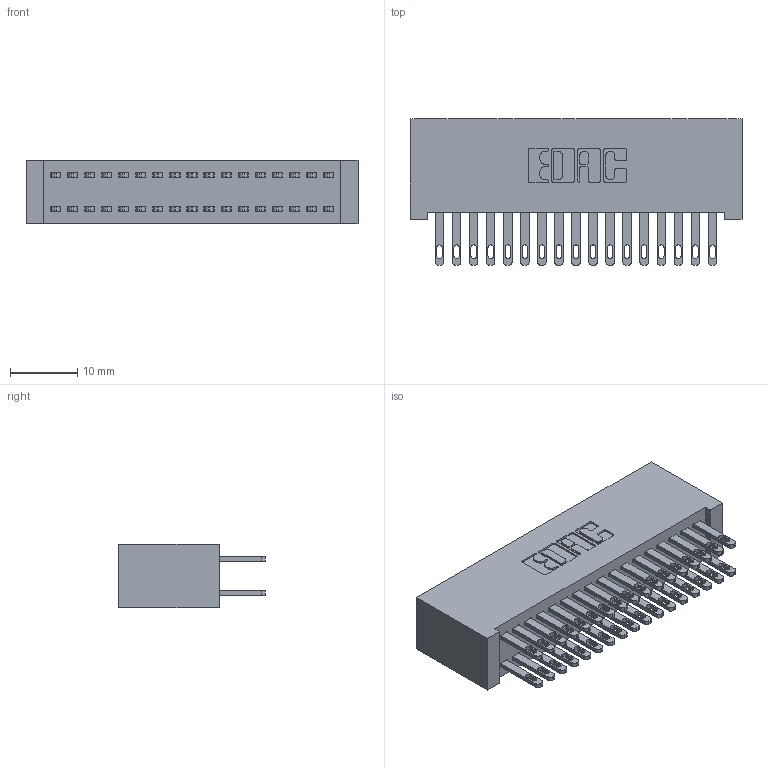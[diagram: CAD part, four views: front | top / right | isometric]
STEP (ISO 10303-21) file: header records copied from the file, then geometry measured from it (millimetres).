
FILE_DESCRIPTION (( 'STEP AP203' ), '1' );
FILE_NAME ('342-034-500-201.STEP', '2019-10-02T11:53:32', ( '' ), ( '' ), 'SwSTEP 2.0', 'SolidWorks 2016', '' );
FILE_SCHEMA (( 'CONFIG_CONTROL_DESIGN' ));
Length unit declared in the file: inch
Products named in the file (3): 345-292-001_345-293-100; 342-034-500-201; 342 Part_Lugless
Assembly tree (35 placements, depth 2):
  342-034-500-201
    342 Part_Lugless
    345-292-001_345-293-100  x34
Bounding box: 49.43 x 21.85 x 9.4 mm (x, y, z)
Volume: 4866.2 mm3; surface area: 8076.7 mm2
Topology: 35 solids, 35 shells, 1734 faces, 5273 edges, 3514 vertices
Faces by surface type: plane 1082, cylinder 652
Entity records: 13691 total; most frequent: CARTESIAN_POINT 2294, ORIENTED_EDGE 2230, DIRECTION 1999, EDGE_CURVE 1115, VECTOR 991, LINE 991, VERTEX_POINT 742, AXIS2_PLACEMENT_3D 504
